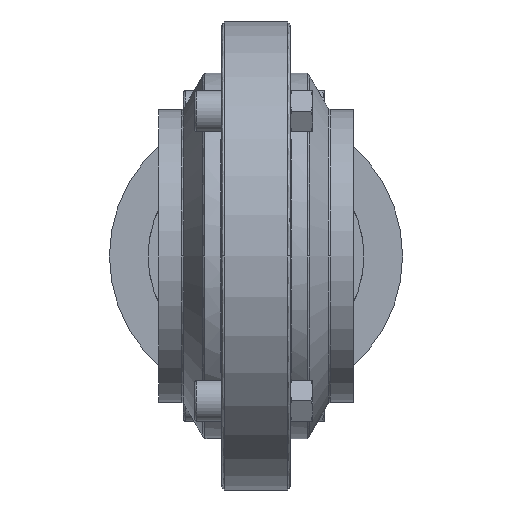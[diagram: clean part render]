
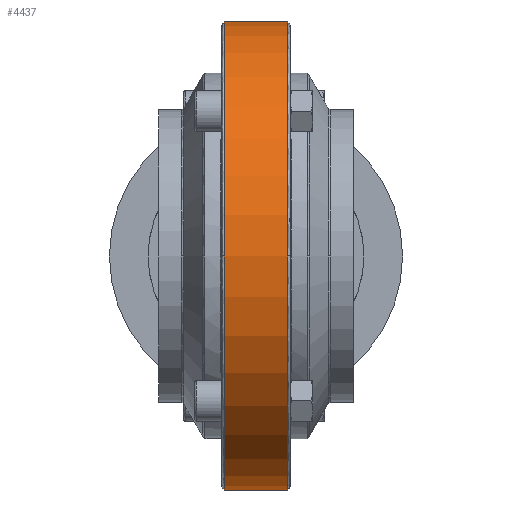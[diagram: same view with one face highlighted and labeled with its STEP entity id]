
A CAD part, front view. The second image highlights one B-rep face of the part: STEP entity #4437.
In plain terms, the highlighted cylindrical face has radius 103.267 mm (diameter 206.534 mm), a partial arc.
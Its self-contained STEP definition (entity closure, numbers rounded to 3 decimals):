
#120 = ORIENTED_EDGE ( 'NONE', *, *, #4916, .T. ) ;
#141 = ORIENTED_EDGE ( 'NONE', *, *, #4932, .F. ) ;
#220 = VERTEX_POINT ( 'NONE', #12565 ) ;
#463 = ORIENTED_EDGE ( 'NONE', *, *, #4717, .T. ) ;
#719 = ORIENTED_EDGE ( 'NONE', *, *, #4982, .T. ) ;
#841 = ORIENTED_EDGE ( 'NONE', *, *, #7166, .F. ) ;
#1059 = ORIENTED_EDGE ( 'NONE', *, *, #4926, .F. ) ;
#1256 = AXIS2_PLACEMENT_3D ( 'NONE', #6608, #6606, #6605 ) ;
#1286 = CIRCLE ( 'NONE', #1331, 103.267 ) ;
#1331 = AXIS2_PLACEMENT_3D ( 'NONE', #2777, #2778, #2779 ) ;
#1399 = CIRCLE ( 'NONE', #1435, 103.267 ) ;
#1418 = CIRCLE ( 'NONE', #1421, 103.267 ) ;
#1421 = AXIS2_PLACEMENT_3D ( 'NONE', #2529, #2530, #2531 ) ;
#1435 = AXIS2_PLACEMENT_3D ( 'NONE', #2550, #2551, #2552 ) ;
#1503 = VECTOR ( 'NONE', #2456, 1000. ) ;
#1718 = CIRCLE ( 'NONE', #1256, 103.267 ) ;
#2444 = CARTESIAN_POINT ( 'NONE',  ( -65.057, 0., 103.267 ) ) ;
#2452 = LINE ( 'NONE', #2444, #1503 ) ;
#2456 = DIRECTION ( 'NONE',  ( -1., 0., 0. ) ) ;
#2529 = CARTESIAN_POINT ( 'NONE',  ( -14.042, 0., 0. ) ) ;
#2530 = DIRECTION ( 'NONE',  ( -1., 0., 0. ) ) ;
#2531 = DIRECTION ( 'NONE',  ( 0., 0., 1. ) ) ;
#2550 = CARTESIAN_POINT ( 'NONE',  ( -14.042, 0., 0. ) ) ;
#2551 = DIRECTION ( 'NONE',  ( -1., 0., 0. ) ) ;
#2552 = DIRECTION ( 'NONE',  ( 0., 0., 1. ) ) ;
#2777 = CARTESIAN_POINT ( 'NONE',  ( 14.042, 0., 0. ) ) ;
#2778 = DIRECTION ( 'NONE',  ( -1., 0., 0. ) ) ;
#2779 = DIRECTION ( 'NONE',  ( 0., 0., 1. ) ) ;
#2842 = EDGE_LOOP ( 'NONE', ( #841, #463, #719, #120, #1059, #141 ) ) ;
#3104 = DIRECTION ( 'NONE',  ( 0., 0., 1. ) ) ;
#3106 = FACE_OUTER_BOUND ( 'NONE', #2842, .T. ) ;
#3108 = CYLINDRICAL_SURFACE ( 'NONE', #11113, 103.267 ) ;
#3120 = DIRECTION ( 'NONE',  ( -1., 0., 0. ) ) ;
#3122 = CARTESIAN_POINT ( 'NONE',  ( -65.057, 0., 0. ) ) ;
#4437 = ADVANCED_FACE ( 'NONE', ( #3106 ), #3108, .T. ) ;
#4717 = EDGE_CURVE ( 'NONE', #220, #7785, #1718, .T. ) ;
#4916 = EDGE_CURVE ( 'NONE', #8108, #7775, #2452, .T. ) ;
#4926 = EDGE_CURVE ( 'NONE', #12659, #7775, #1418, .T. ) ;
#4932 = EDGE_CURVE ( 'NONE', #12310, #12659, #1399, .T. ) ;
#4982 = EDGE_CURVE ( 'NONE', #7785, #8108, #1286, .T. ) ;
#6605 = DIRECTION ( 'NONE',  ( 0., 0., 1. ) ) ;
#6606 = DIRECTION ( 'NONE',  ( -1., 0., 0. ) ) ;
#6608 = CARTESIAN_POINT ( 'NONE',  ( 14.042, 0., 0. ) ) ;
#7166 = EDGE_CURVE ( 'NONE', #220, #12310, #14668, .T. ) ;
#7775 = VERTEX_POINT ( 'NONE', #9477 ) ;
#7785 = VERTEX_POINT ( 'NONE', #9487 ) ;
#8108 = VERTEX_POINT ( 'NONE', #9546 ) ;
#9477 = CARTESIAN_POINT ( 'NONE',  ( -14.042, 0., 103.267 ) ) ;
#9487 = CARTESIAN_POINT ( 'NONE',  ( 14.042, -103.267, 0.046 ) ) ;
#9546 = CARTESIAN_POINT ( 'NONE',  ( 14.042, 0., 103.267 ) ) ;
#9666 = CARTESIAN_POINT ( 'NONE',  ( -14.042, 0., -103.267 ) ) ;
#9859 = CARTESIAN_POINT ( 'NONE',  ( -14.042, -103.267, 0.046 ) ) ;
#11113 = AXIS2_PLACEMENT_3D ( 'NONE', #3122, #3120, #3104 ) ;
#12086 = VECTOR ( 'NONE', #14673, 1000. ) ;
#12310 = VERTEX_POINT ( 'NONE', #9666 ) ;
#12565 = CARTESIAN_POINT ( 'NONE',  ( 14.042, 0., -103.267 ) ) ;
#12659 = VERTEX_POINT ( 'NONE', #9859 ) ;
#14664 = CARTESIAN_POINT ( 'NONE',  ( -65.057, 0., -103.267 ) ) ;
#14668 = LINE ( 'NONE', #14664, #12086 ) ;
#14673 = DIRECTION ( 'NONE',  ( -1., 0., 0. ) ) ;
